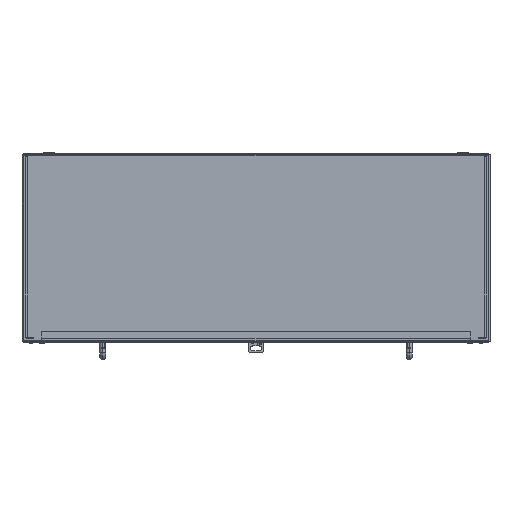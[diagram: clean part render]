
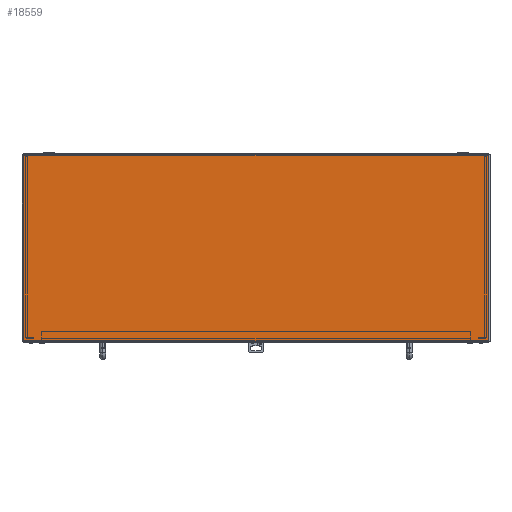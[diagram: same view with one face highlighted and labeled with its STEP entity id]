
A CAD part, top view. The second image highlights one B-rep face of the part: STEP entity #18559.
In plain terms, the highlighted planar face has unit normal (0, 0, 1).
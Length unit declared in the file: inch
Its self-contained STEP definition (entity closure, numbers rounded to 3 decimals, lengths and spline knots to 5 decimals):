
#883 = LINE ( 'NONE', #4266, #14876 ) ;
#902 = FACE_OUTER_BOUND ( 'NONE', #3210, .T. ) ;
#1249 = DIRECTION ( 'NONE',  ( 0., -1., 0. ) ) ;
#1491 = VERTEX_POINT ( 'NONE', #10975 ) ;
#1645 = VECTOR ( 'NONE', #1249, 39.37008 ) ;
#2703 = AXIS2_PLACEMENT_3D ( 'NONE', #20372, #15103, #6366 ) ;
#2851 = DIRECTION ( 'NONE',  ( 0., 1., 0. ) ) ;
#3210 = EDGE_LOOP ( 'NONE', ( #22163, #16412, #11124, #3578 ) ) ;
#3578 = ORIENTED_EDGE ( 'NONE', *, *, #14014, .F. ) ;
#4266 = CARTESIAN_POINT ( 'NONE',  ( -15.1515, -12.142, 15.036 ) ) ;
#4697 = LINE ( 'NONE', #11793, #13510 ) ;
#5651 = CARTESIAN_POINT ( 'NONE',  ( -15.1515, -0.036, 15.036 ) ) ;
#6366 = DIRECTION ( 'NONE',  ( -1., 0., 0. ) ) ;
#7852 = VECTOR ( 'NONE', #12369, 39.37008 ) ;
#8553 = DIRECTION ( 'NONE',  ( -1., 0., 0. ) ) ;
#10975 = CARTESIAN_POINT ( 'NONE',  ( 15.1515, -0.036, 15.036 ) ) ;
#11124 = ORIENTED_EDGE ( 'NONE', *, *, #19576, .F. ) ;
#11598 = CARTESIAN_POINT ( 'NONE',  ( 15.1515, -0.036, 15.036 ) ) ;
#11793 = CARTESIAN_POINT ( 'NONE',  ( 15.1515, -12.142, 15.036 ) ) ;
#12369 = DIRECTION ( 'NONE',  ( 1., 0., 0. ) ) ;
#12537 = EDGE_CURVE ( 'NONE', #16542, #12766, #883, .T. ) ;
#12766 = VERTEX_POINT ( 'NONE', #5651 ) ;
#13247 = PLANE ( 'NONE',  #2703 ) ;
#13510 = VECTOR ( 'NONE', #8553, 39.37008 ) ;
#14014 = EDGE_CURVE ( 'NONE', #12766, #1491, #16088, .T. ) ;
#14240 = CARTESIAN_POINT ( 'NONE',  ( -15.1515, -0.036, 15.036 ) ) ;
#14876 = VECTOR ( 'NONE', #2851, 39.37008 ) ;
#15103 = DIRECTION ( 'NONE',  ( 0., 0., 1. ) ) ;
#15404 = VERTEX_POINT ( 'NONE', #22510 ) ;
#16088 = LINE ( 'NONE', #14240, #7852 ) ;
#16412 = ORIENTED_EDGE ( 'NONE', *, *, #19034, .F. ) ;
#16542 = VERTEX_POINT ( 'NONE', #19474 ) ;
#17203 = LINE ( 'NONE', #11598, #1645 ) ;
#18559 = ADVANCED_FACE ( 'NONE', ( #902 ), #13247, .T. ) ;
#19034 = EDGE_CURVE ( 'NONE', #15404, #16542, #4697, .T. ) ;
#19474 = CARTESIAN_POINT ( 'NONE',  ( -15.1515, -12.142, 15.036 ) ) ;
#19576 = EDGE_CURVE ( 'NONE', #1491, #15404, #17203, .T. ) ;
#20372 = CARTESIAN_POINT ( 'NONE',  ( 15.1515, -0.036, 15.036 ) ) ;
#22163 = ORIENTED_EDGE ( 'NONE', *, *, #12537, .F. ) ;
#22510 = CARTESIAN_POINT ( 'NONE',  ( 15.1515, -12.142, 15.036 ) ) ;
